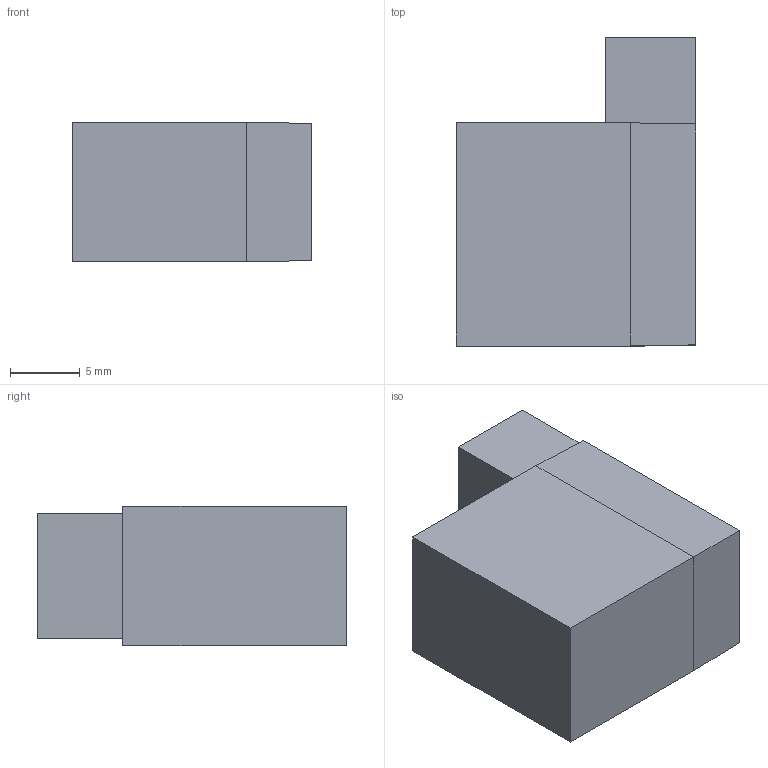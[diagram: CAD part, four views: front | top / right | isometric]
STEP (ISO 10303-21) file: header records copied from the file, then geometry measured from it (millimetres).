
FILE_DESCRIPTION(/* description */ (''),/* implementation_level */ '2;1');
FILE_NAME(/* name */ 'SY113-SMO-PM3-F.step_1115coil_MDC.ipt.step',/* time_stamp */ '2020-04-16T23:14:08-04:00',/* author */ ('Jordan'),/* organization */ (''),/* preprocessor_version */ 'ST-DEVELOPER v17',/* originating_system */ 'Autodesk Inventor 2019',/* authorisation */ '');
FILE_SCHEMA (('AUTOMOTIVE_DESIGN { 1 0 10303 214 3 1 1 }'));
Length unit declared in the file: millimetre
Products named in the file (1): SY113-SMO-PM3-F.step_1115coil_MDC
Bounding box: 17.2 x 22.1 x 10 mm (x, y, z)
Volume: 2951.4 mm3; surface area: 1523.7 mm2
Topology: 1 solids, 1 shells, 24 faces, 59 edges, 38 vertices
Faces by surface type: plane 24
Entity records: 730 total; most frequent: CARTESIAN_POINT 122, ORIENTED_EDGE 118, DIRECTION 109, LINE 59, VECTOR 59, EDGE_CURVE 59, VERTEX_POINT 38, EDGE_LOOP 25
